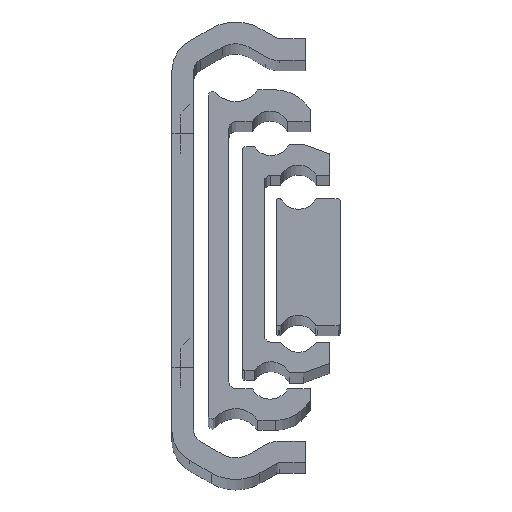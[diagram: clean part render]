
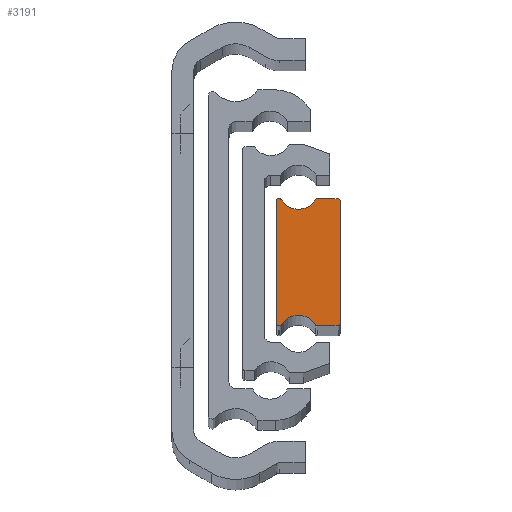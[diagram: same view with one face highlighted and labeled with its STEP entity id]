
A CAD part, top view. The second image highlights one B-rep face of the part: STEP entity #3191.
In plain terms, the highlighted planar face has unit normal (0, 0, 1).
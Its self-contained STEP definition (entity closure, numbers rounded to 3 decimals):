
#12 = EDGE_CURVE ( 'NONE', #3874, #3781, #2715, .T. ) ;
#13 = EDGE_CURVE ( 'NONE', #3773, #3858, #2716, .T. ) ;
#16 = EDGE_CURVE ( 'NONE', #3781, #3773, #2720, .T. ) ;
#26 = EDGE_CURVE ( 'NONE', #3700, #3779, #2734, .T. ) ;
#31 = EDGE_CURVE ( 'NONE', #3777, #3700, #2738, .T. ) ;
#92 = AXIS2_PLACEMENT_3D ( 'NONE', #3665, #3666, #3662 ) ;
#93 = AXIS2_PLACEMENT_3D ( 'NONE', #3668, #3634, #3637 ) ;
#97 = AXIS2_PLACEMENT_3D ( 'NONE', #3612, #3610, #3621 ) ;
#105 = AXIS2_PLACEMENT_3D ( 'NONE', #3607, #3592, #3596 ) ;
#189 = AXIS2_PLACEMENT_3D ( 'NONE', #2137, #2141, #2142 ) ;
#206 = AXIS2_PLACEMENT_3D ( 'NONE', #2215, #2224, #2225 ) ;
#207 = AXIS2_PLACEMENT_3D ( 'NONE', #2218, #2221, #2222 ) ;
#208 = AXIS2_PLACEMENT_3D ( 'NONE', #2220, #2227, #2228 ) ;
#216 = AXIS2_PLACEMENT_3D ( 'NONE', #2271, #2280, #2281 ) ;
#220 = AXIS2_PLACEMENT_3D ( 'NONE', #2279, #2288, #2289 ) ;
#256 = AXIS2_PLACEMENT_3D ( 'NONE', #788, #791, #792 ) ;
#376 = LINE ( 'NONE', #2085, #377 ) ;
#377 = VECTOR ( 'NONE', #2086, 1000. ) ;
#420 = CIRCLE ( 'NONE', #189, 0.3 ) ;
#469 = LINE ( 'NONE', #2229, #471 ) ;
#470 = CIRCLE ( 'NONE', #207, 0.3 ) ;
#471 = VECTOR ( 'NONE', #2230, 1000. ) ;
#472 = CIRCLE ( 'NONE', #206, 0.2 ) ;
#474 = CIRCLE ( 'NONE', #208, 0.3 ) ;
#489 = LINE ( 'NONE', #2266, #499 ) ;
#499 = VECTOR ( 'NONE', #2270, 1000. ) ;
#506 = CIRCLE ( 'NONE', #216, 0.2 ) ;
#510 = CIRCLE ( 'NONE', #220, 3.04 ) ;
#522 = LINE ( 'NONE', #2310, #523 ) ;
#523 = VECTOR ( 'NONE', #2311, 1000. ) ;
#524 = LINE ( 'NONE', #2312, #525 ) ;
#525 = VECTOR ( 'NONE', #2313, 1000. ) ;
#580 = FACE_OUTER_BOUND ( 'NONE', #2471, .T. ) ;
#788 = CARTESIAN_POINT ( 'NONE',  ( 19.45, 9.2, 851.5 ) ) ;
#789 = PLANE ( 'NONE',  #256 ) ;
#791 = DIRECTION ( 'NONE',  ( 0., 0., 1. ) ) ;
#792 = DIRECTION ( 'NONE',  ( 1., 0., 0. ) ) ;
#957 = CARTESIAN_POINT ( 'NONE',  ( 10.25, 9.3, 851.5 ) ) ;
#959 = CARTESIAN_POINT ( 'NONE',  ( 10.25, -9.3, 851.5 ) ) ;
#981 = CARTESIAN_POINT ( 'NONE',  ( 16.32, 9.5, 851.5 ) ) ;
#986 = CARTESIAN_POINT ( 'NONE',  ( 19.75, -9.2, 851.5 ) ) ;
#993 = CARTESIAN_POINT ( 'NONE',  ( 10.45, -9.5, 851.5 ) ) ;
#1025 = CARTESIAN_POINT ( 'NONE',  ( 19.45, -9.5, 851.5 ) ) ;
#1054 = CARTESIAN_POINT ( 'NONE',  ( 16.067, -9.361, 851.5 ) ) ;
#1058 = CARTESIAN_POINT ( 'NONE',  ( 19.45, 9.5, 851.5 ) ) ;
#1060 = CARTESIAN_POINT ( 'NONE',  ( 16.067, 9.361, 851.5 ) ) ;
#1062 = CARTESIAN_POINT ( 'NONE',  ( 10.933, -9.361, 851.5 ) ) ;
#1094 = CARTESIAN_POINT ( 'NONE',  ( 10.933, 9.361, 851.5 ) ) ;
#1096 = CARTESIAN_POINT ( 'NONE',  ( 10.68, 9.5, 851.5 ) ) ;
#1139 = CARTESIAN_POINT ( 'NONE',  ( 16.32, -9.5, 851.5 ) ) ;
#1146 = CARTESIAN_POINT ( 'NONE',  ( 10.45, 9.5, 851.5 ) ) ;
#1151 = CARTESIAN_POINT ( 'NONE',  ( 19.75, 9.2, 851.5 ) ) ;
#1155 = CARTESIAN_POINT ( 'NONE',  ( 10.68, -9.5, 851.5 ) ) ;
#1624 = EDGE_CURVE ( 'NONE', #3858, #3744, #376, .T. ) ;
#1648 = EDGE_CURVE ( 'NONE', #3744, #3705, #420, .T. ) ;
#1681 = EDGE_CURVE ( 'NONE', #3870, #3777, #470, .T. ) ;
#1682 = EDGE_CURVE ( 'NONE', #3865, #3525, #472, .T. ) ;
#1683 = EDGE_CURVE ( 'NONE', #3813, #3815, #474, .T. ) ;
#1684 = EDGE_CURVE ( 'NONE', #3712, #3874, #469, .T. ) ;
#1700 = EDGE_CURVE ( 'NONE', #3815, #3865, #489, .T. ) ;
#1704 = EDGE_CURVE ( 'NONE', #3527, #3712, #506, .T. ) ;
#1707 = EDGE_CURVE ( 'NONE', #3779, #3813, #510, .T. ) ;
#1716 = EDGE_CURVE ( 'NONE', #3705, #3870, #522, .T. ) ;
#1717 = EDGE_CURVE ( 'NONE', #3525, #3527, #524, .T. ) ;
#2085 = CARTESIAN_POINT ( 'NONE',  ( 16.32, -9.5, 851.5 ) ) ;
#2086 = DIRECTION ( 'NONE',  ( 1., 0., 0. ) ) ;
#2137 = CARTESIAN_POINT ( 'NONE',  ( 19.45, -9.2, 851.5 ) ) ;
#2141 = DIRECTION ( 'NONE',  ( 0., 0., 1. ) ) ;
#2142 = DIRECTION ( 'NONE',  ( 1., 0., 0. ) ) ;
#2215 = CARTESIAN_POINT ( 'NONE',  ( 10.45, 9.3, 851.5 ) ) ;
#2218 = CARTESIAN_POINT ( 'NONE',  ( 19.45, 9.2, 851.5 ) ) ;
#2220 = CARTESIAN_POINT ( 'NONE',  ( 10.68, 9.2, 851.5 ) ) ;
#2221 = DIRECTION ( 'NONE',  ( 0., 0., 1. ) ) ;
#2222 = DIRECTION ( 'NONE',  ( 1., 0., 0. ) ) ;
#2224 = DIRECTION ( 'NONE',  ( 0., 0., 1. ) ) ;
#2225 = DIRECTION ( 'NONE',  ( 1., 0., 0. ) ) ;
#2227 = DIRECTION ( 'NONE',  ( 0., 0., 1. ) ) ;
#2228 = DIRECTION ( 'NONE',  ( 1., 0., 0. ) ) ;
#2229 = CARTESIAN_POINT ( 'NONE',  ( 10.45, -9.5, 851.5 ) ) ;
#2230 = DIRECTION ( 'NONE',  ( 1., 0., 0. ) ) ;
#2266 = CARTESIAN_POINT ( 'NONE',  ( 10.68, 9.5, 851.5 ) ) ;
#2270 = DIRECTION ( 'NONE',  ( -1., 0., 0. ) ) ;
#2271 = CARTESIAN_POINT ( 'NONE',  ( 10.45, -9.3, 851.5 ) ) ;
#2279 = CARTESIAN_POINT ( 'NONE',  ( 13.5, 10.99, 851.5 ) ) ;
#2280 = DIRECTION ( 'NONE',  ( 0., 0., 1. ) ) ;
#2281 = DIRECTION ( 'NONE',  ( 1., 0., 0. ) ) ;
#2288 = DIRECTION ( 'NONE',  ( 0., 0., -1. ) ) ;
#2289 = DIRECTION ( 'NONE',  ( 1., 0., 0. ) ) ;
#2310 = CARTESIAN_POINT ( 'NONE',  ( 19.75, -9.2, 851.5 ) ) ;
#2311 = DIRECTION ( 'NONE',  ( 0., 1., 0. ) ) ;
#2312 = CARTESIAN_POINT ( 'NONE',  ( 10.25, 9.3, 851.5 ) ) ;
#2313 = DIRECTION ( 'NONE',  ( 0., -1., 0. ) ) ;
#2471 = EDGE_LOOP ( 'NONE', ( #2539, #2538, #2537, #2536, #2535, #2534, #2533, #2532, #2531, #2530, #2529, #2528, #2527, #2526, #2559, #2560 ) ) ;
#2526 = ORIENTED_EDGE ( 'NONE', *, *, #1624, .T. ) ;
#2527 = ORIENTED_EDGE ( 'NONE', *, *, #13, .T. ) ;
#2528 = ORIENTED_EDGE ( 'NONE', *, *, #16, .T. ) ;
#2529 = ORIENTED_EDGE ( 'NONE', *, *, #12, .T. ) ;
#2530 = ORIENTED_EDGE ( 'NONE', *, *, #1684, .T. ) ;
#2531 = ORIENTED_EDGE ( 'NONE', *, *, #1704, .T. ) ;
#2532 = ORIENTED_EDGE ( 'NONE', *, *, #1717, .T. ) ;
#2533 = ORIENTED_EDGE ( 'NONE', *, *, #1682, .T. ) ;
#2534 = ORIENTED_EDGE ( 'NONE', *, *, #1700, .T. ) ;
#2535 = ORIENTED_EDGE ( 'NONE', *, *, #1683, .T. ) ;
#2536 = ORIENTED_EDGE ( 'NONE', *, *, #1707, .T. ) ;
#2537 = ORIENTED_EDGE ( 'NONE', *, *, #26, .T. ) ;
#2538 = ORIENTED_EDGE ( 'NONE', *, *, #31, .T. ) ;
#2539 = ORIENTED_EDGE ( 'NONE', *, *, #1681, .T. ) ;
#2559 = ORIENTED_EDGE ( 'NONE', *, *, #1648, .T. ) ;
#2560 = ORIENTED_EDGE ( 'NONE', *, *, #1716, .T. ) ;
#2715 = CIRCLE ( 'NONE', #92, 0.3 ) ;
#2716 = CIRCLE ( 'NONE', #93, 0.3 ) ;
#2720 = CIRCLE ( 'NONE', #97, 3.04 ) ;
#2734 = CIRCLE ( 'NONE', #105, 0.3 ) ;
#2736 = VECTOR ( 'NONE', #3617, 1000. ) ;
#2738 = LINE ( 'NONE', #3609, #2736 ) ;
#3191 = ADVANCED_FACE ( 'NONE', ( #580 ), #789, .T. ) ;
#3525 = VERTEX_POINT ( 'NONE', #957 ) ;
#3527 = VERTEX_POINT ( 'NONE', #959 ) ;
#3592 = DIRECTION ( 'NONE',  ( 0., 0., 1. ) ) ;
#3596 = DIRECTION ( 'NONE',  ( 1., 0., 0. ) ) ;
#3607 = CARTESIAN_POINT ( 'NONE',  ( 16.32, 9.2, 851.5 ) ) ;
#3609 = CARTESIAN_POINT ( 'NONE',  ( 19.45, 9.5, 851.5 ) ) ;
#3610 = DIRECTION ( 'NONE',  ( 0., 0., -1. ) ) ;
#3612 = CARTESIAN_POINT ( 'NONE',  ( 13.5, -10.99, 851.5 ) ) ;
#3617 = DIRECTION ( 'NONE',  ( -1., 0., 0. ) ) ;
#3621 = DIRECTION ( 'NONE',  ( 1., 0., 0. ) ) ;
#3634 = DIRECTION ( 'NONE',  ( 0., 0., 1. ) ) ;
#3637 = DIRECTION ( 'NONE',  ( 1., 0., 0. ) ) ;
#3662 = DIRECTION ( 'NONE',  ( 1., 0., 0. ) ) ;
#3665 = CARTESIAN_POINT ( 'NONE',  ( 10.68, -9.2, 851.5 ) ) ;
#3666 = DIRECTION ( 'NONE',  ( 0., 0., 1. ) ) ;
#3668 = CARTESIAN_POINT ( 'NONE',  ( 16.32, -9.2, 851.5 ) ) ;
#3700 = VERTEX_POINT ( 'NONE', #981 ) ;
#3705 = VERTEX_POINT ( 'NONE', #986 ) ;
#3712 = VERTEX_POINT ( 'NONE', #993 ) ;
#3744 = VERTEX_POINT ( 'NONE', #1025 ) ;
#3773 = VERTEX_POINT ( 'NONE', #1054 ) ;
#3777 = VERTEX_POINT ( 'NONE', #1058 ) ;
#3779 = VERTEX_POINT ( 'NONE', #1060 ) ;
#3781 = VERTEX_POINT ( 'NONE', #1062 ) ;
#3813 = VERTEX_POINT ( 'NONE', #1094 ) ;
#3815 = VERTEX_POINT ( 'NONE', #1096 ) ;
#3858 = VERTEX_POINT ( 'NONE', #1139 ) ;
#3865 = VERTEX_POINT ( 'NONE', #1146 ) ;
#3870 = VERTEX_POINT ( 'NONE', #1151 ) ;
#3874 = VERTEX_POINT ( 'NONE', #1155 ) ;
